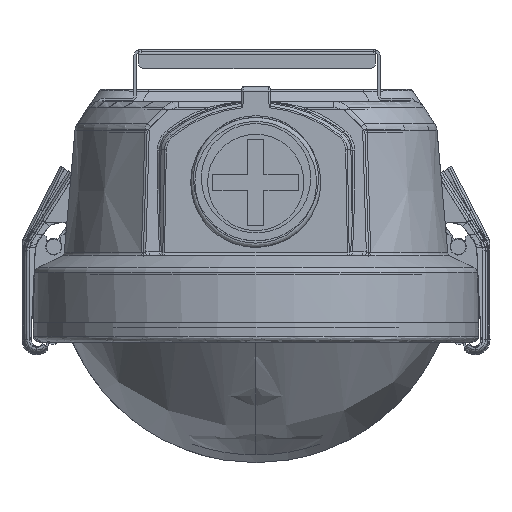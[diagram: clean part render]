
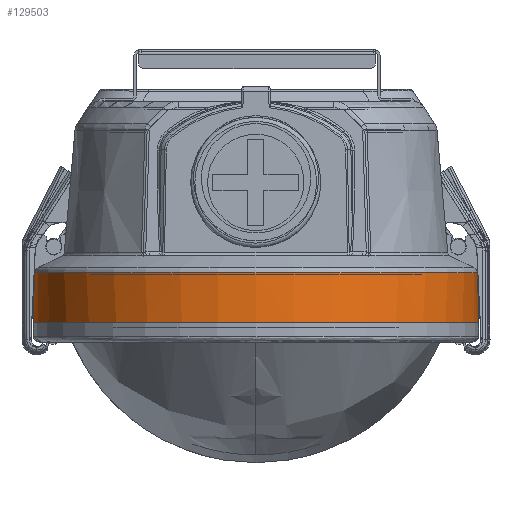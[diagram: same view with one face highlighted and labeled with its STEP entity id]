
A CAD part, left-side view. The second image highlights one B-rep face of the part: STEP entity #129503.
In plain terms, the highlighted conical face has half-angle 1.5 degrees and reference radius 46.25 mm.
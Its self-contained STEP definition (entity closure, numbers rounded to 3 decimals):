
#6701 = CARTESIAN_POINT ( 'NONE',  ( 20.465, 330.254, -56.765 ) ) ;
#6868 = CARTESIAN_POINT ( 'NONE',  ( -45.952, 294.804, -56.765 ) ) ;
#7608 = CARTESIAN_POINT ( 'NONE',  ( -3.027, 335., -56.765 ) ) ;
#8326 = CARTESIAN_POINT ( 'NONE',  ( -28.212, 325.524, -56.765 ) ) ;
#9074 = CARTESIAN_POINT ( 'NONE',  ( -43.888, 303.652, -56.765 ) ) ;
#10362 = CARTESIAN_POINT ( 'NONE',  ( 43.309, 305.05, -56.765 ) ) ;
#11380 = ORIENTED_EDGE ( 'NONE', *, *, #55249, .T. ) ;
#18478 = CARTESIAN_POINT ( 'NONE',  ( 0., 335., -56.765 ) ) ;
#19217 = CARTESIAN_POINT ( 'NONE',  ( 28.168, 325.464, -56.765 ) ) ;
#21376 = CARTESIAN_POINT ( 'NONE',  ( 37.614, 315.704, -56.765 ) ) ;
#27440 = DIRECTION ( 'NONE',  ( -0.026, 0., -1. ) ) ;
#29529 = CARTESIAN_POINT ( 'NONE',  ( 16.3, 332.059, -56.765 ) ) ;
#30255 = CARTESIAN_POINT ( 'NONE',  ( 31.633, 322.524, -56.765 ) ) ;
#31116 = LINE ( 'NONE', #39219, #54377 ) ;
#31179 = FACE_OUTER_BOUND ( 'NONE', #76900, .T. ) ;
#31860 = CARTESIAN_POINT ( 'NONE',  ( -36.774, 316.962, -56.765 ) ) ;
#33860 = CARTESIAN_POINT ( 'NONE',  ( 44.698, 300.725, -56.765 ) ) ;
#34015 = CIRCLE ( 'NONE', #71713, 45.979 ) ;
#34041 = DIRECTION ( 'NONE',  ( 0., -1., 0. ) ) ;
#34577 = CARTESIAN_POINT ( 'NONE',  ( 42.15, 307.848, -56.765 ) ) ;
#37795 = CARTESIAN_POINT ( 'NONE',  ( -46.25, 288.75, -56.765 ) ) ;
#38155 = EDGE_CURVE ( 'NONE', #57869, #58728, #124107, .T. ) ;
#39219 = CARTESIAN_POINT ( 'NONE',  ( 46.25, 288.75, -56.765 ) ) ;
#39824 = VECTOR ( 'NONE', #27440, 1000. ) ;
#40576 = EDGE_CURVE ( 'NONE', #123456, #58728, #80121, .T. ) ;
#40726 = CARTESIAN_POINT ( 'NONE',  ( -23.178, 328.887, -56.765 ) ) ;
#41272 = CARTESIAN_POINT ( 'NONE',  ( 26.954, 326.364, -56.765 ) ) ;
#42005 = CARTESIAN_POINT ( 'NONE',  ( 23.139, 328.824, -56.765 ) ) ;
#43470 = ORIENTED_EDGE ( 'NONE', *, *, #122863, .F. ) ;
#44937 = ORIENTED_EDGE ( 'NONE', *, *, #38155, .F. ) ;
#46355 = CARTESIAN_POINT ( 'NONE',  ( 46.25, 290.263, -56.765 ) ) ;
#49356 = ORIENTED_EDGE ( 'NONE', *, *, #40576, .T. ) ;
#50874 = CARTESIAN_POINT ( 'NONE',  ( 14.877, 332.568, -56.765 ) ) ;
#51614 = CARTESIAN_POINT ( 'NONE',  ( 24.436, 328.047, -56.765 ) ) ;
#52485 = CARTESIAN_POINT ( 'NONE',  ( -6.054, 334.702, -56.765 ) ) ;
#53781 = CARTESIAN_POINT ( 'NONE',  ( 1.514, 335., -56.765 ) ) ;
#54377 = VECTOR ( 'NONE', #109304, 1000. ) ;
#55221 = CARTESIAN_POINT ( 'NONE',  ( 40.074, 311.889, -56.765 ) ) ;
#55249 = EDGE_CURVE ( 'NONE', #86366, #118615, #31116, .T. ) ;
#56698 = CARTESIAN_POINT ( 'NONE',  ( 36.714, 316.918, -56.765 ) ) ;
#57869 = VERTEX_POINT ( 'NONE', #102026 ) ;
#58728 = VERTEX_POINT ( 'NONE', #37795 ) ;
#62661 = CARTESIAN_POINT ( 'NONE',  ( 11.975, 333.449, -56.765 ) ) ;
#63475 = DIRECTION ( 'NONE',  ( 1., 0., 0. ) ) ;
#63751 = CONICAL_SURFACE ( 'NONE', #89704, 46.25, 0.026 ) ;
#65038 = CARTESIAN_POINT ( 'NONE',  ( -46.25, 288.75, -56.765 ) ) ;
#66199 = CARTESIAN_POINT ( 'NONE',  ( 46.25, 288.75, -56.765 ) ) ;
#67073 = CARTESIAN_POINT ( 'NONE',  ( 39.297, 313.186, -56.765 ) ) ;
#71336 = CARTESIAN_POINT ( 'NONE',  ( 45.979, 288.75, -46.419 ) ) ;
#71713 = AXIS2_PLACEMENT_3D ( 'NONE', #88525, #133409, #63475 ) ;
#76900 = EDGE_LOOP ( 'NONE', ( #43470, #11380, #129791, #49356, #44937 ) ) ;
#77410 = CARTESIAN_POINT ( 'NONE',  ( 45.066, 299.258, -56.765 ) ) ;
#79564 = CARTESIAN_POINT ( 'NONE',  ( 46.25, 288.75, -56.765 ) ) ;
#80121 = B_SPLINE_CURVE_WITH_KNOTS ( 'NONE', 3,
 ( #110061, #7608, #52485, #109353, #107158, #132092, #40726, #8326, #143139, #85745, #31860, #121814, #85026, #9074, #118904, #6868, #96838, #65038 ),
 .UNSPECIFIED., .F., .F.,
 ( 4, 2, 2, 2, 2, 2, 2, 2, 4 ),
 ( 0., 0.125, 0.25, 0.375, 0.5, 0.625, 0.75, 0.875, 1. ),
 .UNSPECIFIED. ) ;
#84323 = CARTESIAN_POINT ( 'NONE',  ( 0., 288.75, -56.765 ) ) ;
#85026 = CARTESIAN_POINT ( 'NONE',  ( -41.571, 309.246, -56.765 ) ) ;
#85745 = CARTESIAN_POINT ( 'NONE',  ( -34.844, 319.313, -56.765 ) ) ;
#86301 = CARTESIAN_POINT ( 'NONE',  ( 6.042, 334.628, -56.765 ) ) ;
#86366 = VERTEX_POINT ( 'NONE', #71336 ) ;
#88525 = CARTESIAN_POINT ( 'NONE',  ( 0., 288.75, -46.419 ) ) ;
#89704 = AXIS2_PLACEMENT_3D ( 'NONE', #84323, #134966, #34041 ) ;
#89942 = CARTESIAN_POINT ( 'NONE',  ( 45.657, 296.288, -56.765 ) ) ;
#96838 = CARTESIAN_POINT ( 'NONE',  ( -46.25, 291.777, -56.765 ) ) ;
#101011 = CARTESIAN_POINT ( 'NONE',  ( 45.879, 294.792, -56.765 ) ) ;
#102026 = CARTESIAN_POINT ( 'NONE',  ( -45.979, 288.75, -46.419 ) ) ;
#107158 = CARTESIAN_POINT ( 'NONE',  ( -14.902, 332.638, -56.765 ) ) ;
#109192 = CARTESIAN_POINT ( 'NONE',  ( 33.774, 320.383, -56.765 ) ) ;
#109304 = DIRECTION ( 'NONE',  ( 0.026, 0., -1. ) ) ;
#109353 = CARTESIAN_POINT ( 'NONE',  ( -11.992, 333.521, -56.765 ) ) ;
#110061 = CARTESIAN_POINT ( 'NONE',  ( 0., 335., -56.765 ) ) ;
#110627 = CARTESIAN_POINT ( 'NONE',  ( 10.508, 333.816, -56.765 ) ) ;
#111324 = CARTESIAN_POINT ( 'NONE',  ( 34.79, 319.263, -56.765 ) ) ;
#113066 = CARTESIAN_POINT ( 'NONE',  ( -46.25, 288.75, -56.765 ) ) ;
#118615 = VERTEX_POINT ( 'NONE', #66199 ) ;
#118904 = CARTESIAN_POINT ( 'NONE',  ( -44.771, 300.742, -56.765 ) ) ;
#119492 = CARTESIAN_POINT ( 'NONE',  ( 19.098, 330.9, -56.765 ) ) ;
#121814 = CARTESIAN_POINT ( 'NONE',  ( -40.137, 311.928, -56.765 ) ) ;
#122190 = CARTESIAN_POINT ( 'NONE',  ( 0., 335., -56.765 ) ) ;
#122863 = EDGE_CURVE ( 'NONE', #86366, #57869, #34015, .T. ) ;
#123456 = VERTEX_POINT ( 'NONE', #122190 ) ;
#123824 = CARTESIAN_POINT ( 'NONE',  ( 43.818, 303.627, -56.765 ) ) ;
#124107 = LINE ( 'NONE', #113066, #39824 ) ;
#124550 = CARTESIAN_POINT ( 'NONE',  ( 41.503, 309.215, -56.765 ) ) ;
#129503 = ADVANCED_FACE ( 'NONE', ( #31179 ), #63751, .T. ) ;
#129791 = ORIENTED_EDGE ( 'NONE', *, *, #144782, .F. ) ;
#130440 = CARTESIAN_POINT ( 'NONE',  ( 7.538, 334.407, -56.765 ) ) ;
#131190 = CARTESIAN_POINT ( 'NONE',  ( 30.513, 323.54, -56.765 ) ) ;
#132092 = CARTESIAN_POINT ( 'NONE',  ( -20.496, 330.321, -56.765 ) ) ;
#133409 = DIRECTION ( 'NONE',  ( 0., 0., 1. ) ) ;
#134966 = DIRECTION ( 'NONE',  ( 0., 0., -1. ) ) ;
#135490 = B_SPLINE_CURVE_WITH_KNOTS ( 'NONE', 3,
 ( #18478, #53781, #142233, #86301, #130440, #110627, #62661, #50874, #29529, #119492, #6701, #42005, #51614, #41272, #19217, #131190, #30255, #109192, #111324, #56698, #21376, #67073, #55221, #124550, #34577, #10362, #123824, #33860, #77410, #89942, #101011, #135517, #46355, #79564 ),
 .UNSPECIFIED., .F., .F.,
 ( 4, 2, 2, 2, 2, 2, 2, 2, 2, 2, 2, 2, 2, 2, 2, 2, 4 ),
 ( 0., 0.063, 0.125, 0.188, 0.25, 0.312, 0.375, 0.437, 0.5, 0.562, 0.625, 0.687, 0.75, 0.812, 0.875, 0.938, 1. ),
 .UNSPECIFIED. ) ;
#135517 = CARTESIAN_POINT ( 'NONE',  ( 46.176, 291.774, -56.765 ) ) ;
#142233 = CARTESIAN_POINT ( 'NONE',  ( 3.024, 334.926, -56.765 ) ) ;
#143139 = CARTESIAN_POINT ( 'NONE',  ( -30.563, 323.594, -56.765 ) ) ;
#144782 = EDGE_CURVE ( 'NONE', #123456, #118615, #135490, .T. ) ;
